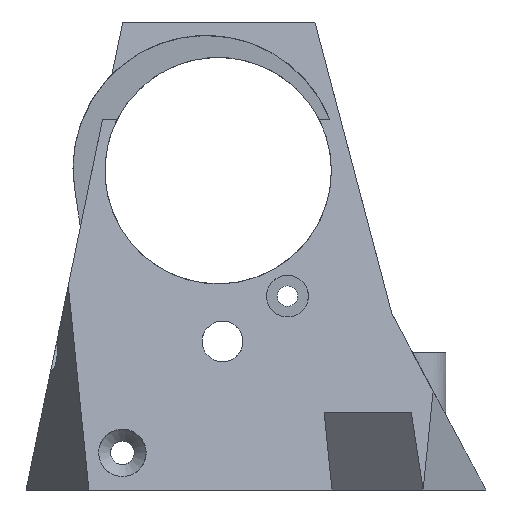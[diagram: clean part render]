
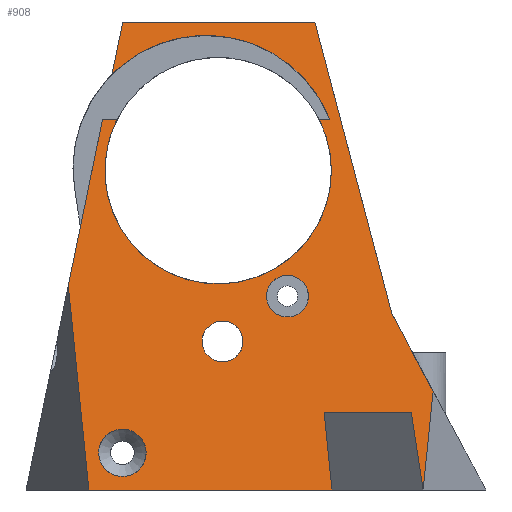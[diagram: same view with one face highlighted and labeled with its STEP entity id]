
A CAD part, front view. The second image highlights one B-rep face of the part: STEP entity #908.
In plain terms, the highlighted planar face has unit normal (0, -0.985, 0.172).
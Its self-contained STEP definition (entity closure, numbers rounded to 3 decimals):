
#72 = VERTEX_POINT('',#73);
#73 = CARTESIAN_POINT('',(10.219,-22.7,0.));
#79 = EDGE_CURVE('',#72,#80,#82,.T.);
#80 = VERTEX_POINT('',#81);
#81 = CARTESIAN_POINT('',(-22.5,-22.7,0.));
#82 = LINE('',#83,#84);
#83 = CARTESIAN_POINT('',(22.5,-22.7,0.));
#84 = VECTOR('',#85,1.);
#85 = DIRECTION('',(-1.,0.,0.));
#400 = VERTEX_POINT('',#401);
#401 = CARTESIAN_POINT('',(-25.27,-17.903,
    27.476));
#407 = EDGE_CURVE('',#400,#408,#410,.T.);
#408 = VERTEX_POINT('',#409);
#409 = CARTESIAN_POINT('',(-20.658,-14.,49.827));
#410 = LINE('',#411,#412);
#411 = CARTESIAN_POINT('',(-29.944,-21.858,
    4.822));
#412 = VECTOR('',#413,1.);
#413 = DIRECTION('',(0.199,0.169,0.965));
#898 = EDGE_CURVE('',#80,#400,#899,.T.);
#899 = LINE('',#900,#901);
#900 = CARTESIAN_POINT('',(-22.555,-22.605,
    0.545));
#901 = VECTOR('',#902,1.);
#902 = DIRECTION('',(-0.099,0.171,0.98)
  );
#908 = ADVANCED_FACE('',(#909,#1037,#1048,#1059),#1070,.T.);
#909 = FACE_BOUND('',#910,.T.);
#910 = EDGE_LOOP('',(#911,#921,#929,#937,#945,#953,#961,#970,#979,#987,
    #996,#1005,#1014,#1020,#1021,#1022,#1023,#1031));
#911 = ORIENTED_EDGE('',*,*,#912,.T.);
#912 = EDGE_CURVE('',#913,#915,#917,.T.);
#913 = VERTEX_POINT('',#914);
#914 = CARTESIAN_POINT('',(20.906,-20.879,
    10.428));
#915 = VERTEX_POINT('',#916);
#916 = CARTESIAN_POINT('',(22.5,-22.7,0.));
#917 = LINE('',#918,#919);
#918 = CARTESIAN_POINT('',(22.25,-22.415,
    1.632));
#919 = VECTOR('',#920,1.);
#920 = DIRECTION('',(0.149,-0.17,-0.974));
#921 = ORIENTED_EDGE('',*,*,#922,.F.);
#922 = EDGE_CURVE('',#923,#915,#925,.T.);
#923 = VERTEX_POINT('',#924);
#924 = CARTESIAN_POINT('',(23.841,-20.378,
    13.301));
#925 = LINE('',#926,#927);
#926 = CARTESIAN_POINT('',(22.555,-22.605,
    0.545));
#927 = VECTOR('',#928,1.);
#928 = DIRECTION('',(-0.099,-0.171,-0.98
    ));
#929 = ORIENTED_EDGE('',*,*,#930,.F.);
#930 = EDGE_CURVE('',#931,#923,#933,.T.);
#931 = VERTEX_POINT('',#932);
#932 = CARTESIAN_POINT('',(18.285,-18.56,23.712));
#933 = LINE('',#934,#935);
#934 = CARTESIAN_POINT('',(26.786,-21.341,
    7.783));
#935 = VECTOR('',#936,1.);
#936 = DIRECTION('',(0.465,-0.152,-0.872));
#937 = ORIENTED_EDGE('',*,*,#938,.F.);
#938 = EDGE_CURVE('',#939,#931,#941,.T.);
#939 = VERTEX_POINT('',#940);
#940 = CARTESIAN_POINT('',(7.939,-11.7,63.));
#941 = LINE('',#942,#943);
#942 = CARTESIAN_POINT('',(20.246,-19.86,
    16.266));
#943 = VECTOR('',#944,1.);
#944 = DIRECTION('',(0.251,-0.166,-0.954));
#945 = ORIENTED_EDGE('',*,*,#946,.T.);
#946 = EDGE_CURVE('',#939,#947,#949,.T.);
#947 = VERTEX_POINT('',#948);
#948 = CARTESIAN_POINT('',(-17.939,-11.7,63.));
#949 = LINE('',#950,#951);
#950 = CARTESIAN_POINT('',(0.,-11.7,63.));
#951 = VECTOR('',#952,1.);
#952 = DIRECTION('',(-1.,0.,0.));
#953 = ORIENTED_EDGE('',*,*,#954,.F.);
#954 = EDGE_CURVE('',#955,#947,#957,.T.);
#955 = VERTEX_POINT('',#956);
#956 = CARTESIAN_POINT('',(-19.4,-12.936,
    55.922));
#957 = LINE('',#958,#959);
#958 = CARTESIAN_POINT('',(-29.944,-21.858,
    4.822));
#959 = VECTOR('',#960,1.);
#960 = DIRECTION('',(0.199,0.169,0.965));
#961 = ORIENTED_EDGE('',*,*,#962,.T.);
#962 = EDGE_CURVE('',#955,#963,#965,.T.);
#963 = VERTEX_POINT('',#964);
#964 = CARTESIAN_POINT('',(0.,-12.246,59.872));
#965 = ELLIPSE('',#966,18.186,17.915);
#966 = AXIS2_PLACEMENT_3D('',#967,#968,#969);
#967 = CARTESIAN_POINT('',(-6.721,-15.146,43.265));
#968 = DIRECTION('',(0.,0.985,-0.172));
#969 = DIRECTION('',(0.,0.172,0.985));
#970 = ORIENTED_EDGE('',*,*,#971,.T.);
#971 = EDGE_CURVE('',#963,#972,#974,.T.);
#972 = VERTEX_POINT('',#973);
#973 = CARTESIAN_POINT('',(9.949,-14.,49.827));
#974 = ELLIPSE('',#975,18.186,17.915);
#975 = AXIS2_PLACEMENT_3D('',#976,#977,#978);
#976 = CARTESIAN_POINT('',(-6.721,-15.146,43.265));
#977 = DIRECTION('',(0.,0.985,-0.172));
#978 = DIRECTION('',(0.,0.172,0.985));
#979 = ORIENTED_EDGE('',*,*,#980,.T.);
#980 = EDGE_CURVE('',#972,#981,#983,.T.);
#981 = VERTEX_POINT('',#982);
#982 = CARTESIAN_POINT('',(8.537,-14.,49.827));
#983 = LINE('',#984,#985);
#984 = CARTESIAN_POINT('',(-5.139,-14.,49.827));
#985 = VECTOR('',#986,1.);
#986 = DIRECTION('',(-1.,0.,0.));
#987 = ORIENTED_EDGE('',*,*,#988,.T.);
#988 = EDGE_CURVE('',#981,#989,#991,.T.);
#989 = VERTEX_POINT('',#990);
#990 = CARTESIAN_POINT('',(10.155,-15.194,42.991));
#991 = ELLIPSE('',#992,15.481,15.25);
#992 = AXIS2_PLACEMENT_3D('',#993,#994,#995);
#993 = CARTESIAN_POINT('',(-5.095,-15.194,42.991));
#994 = DIRECTION('',(0.,0.985,-0.172));
#995 = DIRECTION('',(0.,0.172,0.985));
#996 = ORIENTED_EDGE('',*,*,#997,.T.);
#997 = EDGE_CURVE('',#989,#998,#1000,.T.);
#998 = VERTEX_POINT('',#999);
#999 = CARTESIAN_POINT('',(0.,-17.703,28.618));
#1000 = ELLIPSE('',#1001,15.481,15.25);
#1001 = AXIS2_PLACEMENT_3D('',#1002,#1003,#1004);
#1002 = CARTESIAN_POINT('',(-5.095,-15.194,42.991));
#1003 = DIRECTION('',(0.,0.985,-0.172));
#1004 = DIRECTION('',(0.,0.172,0.985));
#1005 = ORIENTED_EDGE('',*,*,#1006,.T.);
#1006 = EDGE_CURVE('',#998,#1007,#1009,.T.);
#1007 = VERTEX_POINT('',#1008);
#1008 = CARTESIAN_POINT('',(-18.727,-14.,49.827));
#1009 = ELLIPSE('',#1010,15.481,15.25);
#1010 = AXIS2_PLACEMENT_3D('',#1011,#1012,#1013);
#1011 = CARTESIAN_POINT('',(-5.095,-15.194,42.991));
#1012 = DIRECTION('',(0.,0.985,-0.172));
#1013 = DIRECTION('',(0.,0.172,0.985));
#1014 = ORIENTED_EDGE('',*,*,#1015,.F.);
#1015 = EDGE_CURVE('',#408,#1007,#1016,.T.);
#1016 = LINE('',#1017,#1018);
#1017 = CARTESIAN_POINT('',(-5.139,-14.,49.827));
#1018 = VECTOR('',#1019,1.);
#1019 = DIRECTION('',(1.,0.,0.));
#1020 = ORIENTED_EDGE('',*,*,#407,.F.);
#1021 = ORIENTED_EDGE('',*,*,#898,.F.);
#1022 = ORIENTED_EDGE('',*,*,#79,.F.);
#1023 = ORIENTED_EDGE('',*,*,#1024,.T.);
#1024 = EDGE_CURVE('',#72,#1025,#1027,.T.);
#1025 = VERTEX_POINT('',#1026);
#1026 = CARTESIAN_POINT('',(9.168,-20.879,
    10.428));
#1027 = LINE('',#1028,#1029);
#1028 = CARTESIAN_POINT('',(9.97,-22.268,2.475
    ));
#1029 = VECTOR('',#1030,1.);
#1030 = DIRECTION('',(-0.099,0.171,0.98)
  );
#1031 = ORIENTED_EDGE('',*,*,#1032,.F.);
#1032 = EDGE_CURVE('',#913,#1025,#1033,.T.);
#1033 = LINE('',#1034,#1035);
#1034 = CARTESIAN_POINT('',(-2.25,-20.879,10.428));
#1035 = VECTOR('',#1036,1.);
#1036 = DIRECTION('',(-1.,0.,0.));
#1037 = FACE_BOUND('',#1038,.T.);
#1038 = EDGE_LOOP('',(#1039));
#1039 = ORIENTED_EDGE('',*,*,#1040,.T.);
#1040 = EDGE_CURVE('',#1041,#1041,#1043,.T.);
#1041 = VERTEX_POINT('',#1042);
#1042 = CARTESIAN_POINT('',(-14.788,-21.826,5.007));
#1043 = ELLIPSE('',#1044,3.248,3.2);
#1044 = AXIS2_PLACEMENT_3D('',#1045,#1046,#1047);
#1045 = CARTESIAN_POINT('',(-17.988,-21.826,5.007));
#1046 = DIRECTION('',(0.,0.985,-0.172));
#1047 = DIRECTION('',(0.,-0.172,-0.985)
  );
#1048 = FACE_BOUND('',#1049,.T.);
#1049 = EDGE_LOOP('',(#1050));
#1050 = ORIENTED_EDGE('',*,*,#1051,.T.);
#1051 = EDGE_CURVE('',#1052,#1052,#1054,.T.);
#1052 = VERTEX_POINT('',#1053);
#1053 = CARTESIAN_POINT('',(7.038,-18.144,26.095));
#1054 = ELLIPSE('',#1055,2.842,2.8);
#1055 = AXIS2_PLACEMENT_3D('',#1056,#1057,#1058);
#1056 = CARTESIAN_POINT('',(4.238,-18.144,26.095));
#1057 = DIRECTION('',(0.,0.985,-0.172));
#1058 = DIRECTION('',(0.,0.172,0.985));
#1059 = FACE_BOUND('',#1060,.T.);
#1060 = EDGE_LOOP('',(#1061));
#1061 = ORIENTED_EDGE('',*,*,#1062,.T.);
#1062 = EDGE_CURVE('',#1063,#1063,#1065,.T.);
#1063 = VERTEX_POINT('',#1064);
#1064 = CARTESIAN_POINT('',(-1.75,-19.208,20.));
#1065 = ELLIPSE('',#1066,2.792,2.75);
#1066 = AXIS2_PLACEMENT_3D('',#1067,#1068,#1069);
#1067 = CARTESIAN_POINT('',(-4.5,-19.208,20.));
#1068 = DIRECTION('',(0.,0.985,-0.172));
#1069 = DIRECTION('',(0.,0.172,0.985));
#1070 = PLANE('',#1071);
#1071 = AXIS2_PLACEMENT_3D('',#1072,#1073,#1074);
#1072 = CARTESIAN_POINT('',(-1.566,-17.113,
    32.));
#1073 = DIRECTION('',(0.,-0.985,0.172)
  );
#1074 = DIRECTION('',(0.,-0.172,-0.985)
  );
